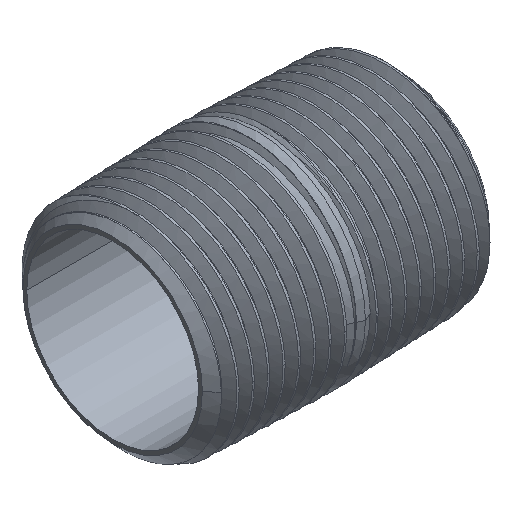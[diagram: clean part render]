
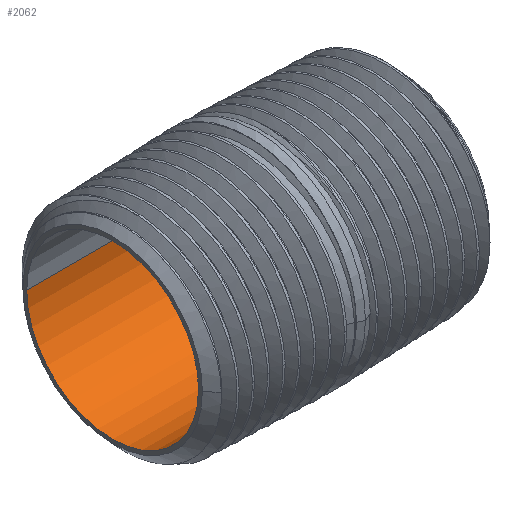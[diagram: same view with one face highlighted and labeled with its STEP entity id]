
A CAD part, isometric view. The second image highlights one B-rep face of the part: STEP entity #2062.
In plain terms, the highlighted cylindrical face has radius 10.465 mm (diameter 20.93 mm), a partial arc.
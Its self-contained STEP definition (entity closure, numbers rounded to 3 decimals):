
#32=CYLINDRICAL_SURFACE('',#2131,10.465);
#54=FACE_OUTER_BOUND('',#114,.T.);
#114=EDGE_LOOP('',(#1437,#1438,#1439,#1440));
#162=CIRCLE('',#2132,10.465);
#163=CIRCLE('',#2133,10.465);
#202=LINE('',#8533,#248);
#203=LINE('',#8536,#249);
#248=VECTOR('',#2264,1000.);
#249=VECTOR('',#2267,1000.);
#719=VERTEX_POINT('',#8529);
#720=VERTEX_POINT('',#8530);
#721=VERTEX_POINT('',#8532);
#722=VERTEX_POINT('',#8534);
#1049=EDGE_CURVE('',#719,#720,#162,.T.);
#1050=EDGE_CURVE('',#720,#721,#202,.T.);
#1051=EDGE_CURVE('',#721,#722,#163,.T.);
#1052=EDGE_CURVE('',#719,#722,#203,.T.);
#1437=ORIENTED_EDGE('',*,*,#1049,.T.);
#1438=ORIENTED_EDGE('',*,*,#1050,.T.);
#1439=ORIENTED_EDGE('',*,*,#1051,.T.);
#1440=ORIENTED_EDGE('',*,*,#1052,.F.);
#2062=ADVANCED_FACE('',(#54),#32,.F.);
#2131=AXIS2_PLACEMENT_3D('',#8528,#2260,#2261);
#2132=AXIS2_PLACEMENT_3D('',#8531,#2262,#2263);
#2133=AXIS2_PLACEMENT_3D('',#8535,#2265,#2266);
#2260=DIRECTION('center_axis',(1.,0.,0.));
#2261=DIRECTION('ref_axis',(0.,0.,-1.));
#2262=DIRECTION('center_axis',(-1.,0.,0.));
#2263=DIRECTION('ref_axis',(0.,0.,1.));
#2264=DIRECTION('',(1.,0.,0.));
#2265=DIRECTION('center_axis',(1.,0.,0.));
#2266=DIRECTION('ref_axis',(0.,0.,-1.));
#2267=DIRECTION('',(1.,0.,0.));
#8528=CARTESIAN_POINT('Origin',(-17.52,0.,0.));
#8529=CARTESIAN_POINT('',(-17.463,0.,-10.465));
#8530=CARTESIAN_POINT('',(-17.462,0.,10.465));
#8531=CARTESIAN_POINT('Origin',(-17.463,0.,0.));
#8532=CARTESIAN_POINT('',(17.463,0.,10.465));
#8533=CARTESIAN_POINT('',(-17.52,0.,10.465));
#8534=CARTESIAN_POINT('',(17.463,0.,-10.465));
#8535=CARTESIAN_POINT('Origin',(17.463,0.,0.));
#8536=CARTESIAN_POINT('',(-17.52,0.,-10.465));
